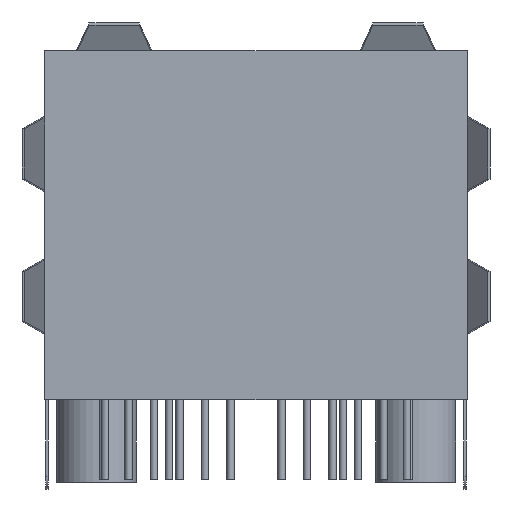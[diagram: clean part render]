
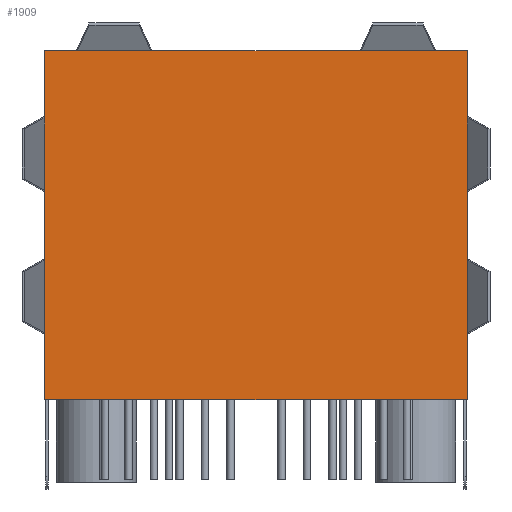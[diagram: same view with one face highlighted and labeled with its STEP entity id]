
A CAD part, left-side view. The second image highlights one B-rep face of the part: STEP entity #1909.
In plain terms, the highlighted planar face has unit normal (-1, 0, 0).
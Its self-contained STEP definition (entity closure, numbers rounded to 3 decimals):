
#292 = VERTEX_POINT('',#293);
#293 = CARTESIAN_POINT('',(-6.845,-13.475,0.));
#299 = EDGE_CURVE('',#292,#300,#302,.T.);
#300 = VERTEX_POINT('',#301);
#301 = CARTESIAN_POINT('',(-6.845,-13.475,13.87));
#302 = LINE('',#303,#304);
#303 = CARTESIAN_POINT('',(-6.845,-13.475,0.));
#304 = VECTOR('',#305,1.);
#305 = DIRECTION('',(0.,0.,1.));
#370 = VERTEX_POINT('',#371);
#371 = CARTESIAN_POINT('',(-6.845,3.315,0.));
#377 = EDGE_CURVE('',#370,#292,#378,.T.);
#378 = LINE('',#379,#380);
#379 = CARTESIAN_POINT('',(-6.845,3.315,0.));
#380 = VECTOR('',#381,1.);
#381 = DIRECTION('',(0.,-1.,0.));
#1064 = VERTEX_POINT('',#1065);
#1065 = CARTESIAN_POINT('',(-6.845,3.315,13.87));
#1071 = EDGE_CURVE('',#370,#1064,#1072,.T.);
#1072 = LINE('',#1073,#1074);
#1073 = CARTESIAN_POINT('',(-6.845,3.315,0.));
#1074 = VECTOR('',#1075,1.);
#1075 = DIRECTION('',(0.,0.,1.));
#1227 = EDGE_CURVE('',#1064,#300,#1228,.T.);
#1228 = LINE('',#1229,#1230);
#1229 = CARTESIAN_POINT('',(-6.845,3.315,13.87));
#1230 = VECTOR('',#1231,1.);
#1231 = DIRECTION('',(0.,-1.,0.));
#1909 = ADVANCED_FACE('',(#1910),#1916,.F.);
#1910 = FACE_BOUND('',#1911,.F.);
#1911 = EDGE_LOOP('',(#1912,#1913,#1914,#1915));
#1912 = ORIENTED_EDGE('',*,*,#1071,.T.);
#1913 = ORIENTED_EDGE('',*,*,#1227,.T.);
#1914 = ORIENTED_EDGE('',*,*,#299,.F.);
#1915 = ORIENTED_EDGE('',*,*,#377,.F.);
#1916 = PLANE('',#1917);
#1917 = AXIS2_PLACEMENT_3D('',#1918,#1919,#1920);
#1918 = CARTESIAN_POINT('',(-6.845,3.315,0.));
#1919 = DIRECTION('',(1.,0.,0.));
#1920 = DIRECTION('',(0.,-1.,0.));
